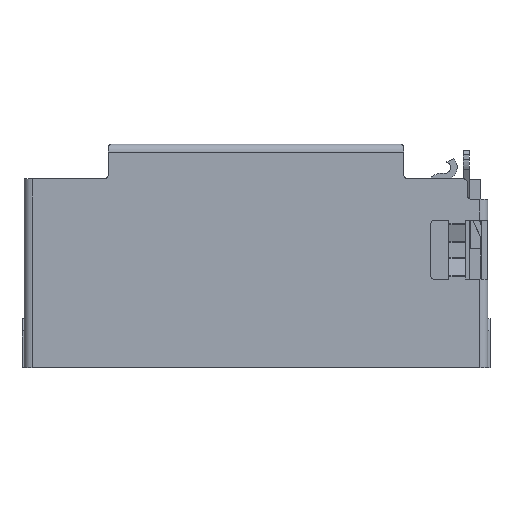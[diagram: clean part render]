
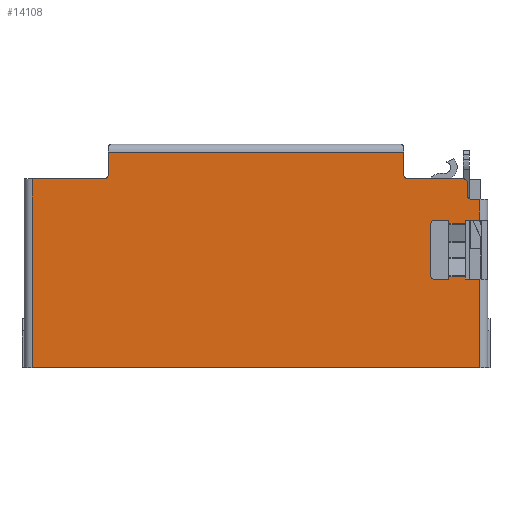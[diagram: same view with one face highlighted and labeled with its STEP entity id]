
A CAD part, top view. The second image highlights one B-rep face of the part: STEP entity #14108.
In plain terms, the highlighted planar face has unit normal (0, 0, 1).
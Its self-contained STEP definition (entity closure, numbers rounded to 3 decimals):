
#202=CIRCLE('',#14871,0.1);
#209=CIRCLE('',#14880,0.1);
#210=CIRCLE('',#14882,0.1);
#211=CIRCLE('',#14883,0.1);
#212=CIRCLE('',#14884,0.1);
#213=CIRCLE('',#14885,0.1);
#453=FACE_OUTER_BOUND('',#1146,.T.);
#1146=EDGE_LOOP('',(#9697,#9698,#9699,#9700,#9701,#9702,#9703,#9704,#9705,
#9706,#9707,#9708,#9709,#9710,#9711,#9712,#9713,#9714,#9715,#9716,#9717,
#9718,#9719,#9720,#9721,#9722,#9723,#9724));
#1737=LINE('',#19296,#3600);
#2250=LINE('',#20445,#4113);
#2253=LINE('',#20454,#4116);
#2255=LINE('',#20458,#4118);
#2280=LINE('',#20523,#4143);
#2281=LINE('',#20525,#4144);
#2282=LINE('',#20527,#4145);
#2283=LINE('',#20530,#4146);
#2284=LINE('',#20532,#4147);
#2285=LINE('',#20534,#4148);
#2286=LINE('',#20536,#4149);
#2287=LINE('',#20538,#4150);
#2288=LINE('',#20540,#4151);
#2289=LINE('',#20544,#4152);
#2290=LINE('',#20548,#4153);
#2291=LINE('',#20550,#4154);
#2292=LINE('',#20552,#4155);
#2293=LINE('',#20554,#4156);
#2294=LINE('',#20556,#4157);
#2295=LINE('',#20558,#4158);
#2296=LINE('',#20560,#4159);
#2297=LINE('',#20563,#4160);
#3600=VECTOR('',#15624,10.);
#4113=VECTOR('',#16465,10.);
#4116=VECTOR('',#16472,1.35);
#4118=VECTOR('',#16476,1.75);
#4143=VECTOR('',#16527,0.55);
#4144=VECTOR('',#16528,7.2);
#4145=VECTOR('',#16529,0.55);
#4146=VECTOR('',#16532,10.);
#4147=VECTOR('',#16533,0.35);
#4148=VECTOR('',#16534,0.073);
#4149=VECTOR('',#16535,0.4);
#4150=VECTOR('',#16536,0.073);
#4151=VECTOR('',#16537,0.35);
#4152=VECTOR('',#16540,1.24);
#4153=VECTOR('',#16543,0.35);
#4154=VECTOR('',#16544,0.073);
#4155=VECTOR('',#16545,0.4);
#4156=VECTOR('',#16546,0.073);
#4157=VECTOR('',#16547,0.35);
#4158=VECTOR('',#16548,0.51);
#4159=VECTOR('',#16549,0.2);
#4160=VECTOR('',#16552,0.3);
#5464=VERTEX_POINT('',#19293);
#5465=VERTEX_POINT('',#19295);
#5937=VERTEX_POINT('',#20444);
#5940=VERTEX_POINT('',#20451);
#5941=VERTEX_POINT('',#20453);
#5942=VERTEX_POINT('',#20457);
#5945=VERTEX_POINT('',#20466);
#5968=VERTEX_POINT('',#20518);
#5969=VERTEX_POINT('',#20522);
#5970=VERTEX_POINT('',#20524);
#5971=VERTEX_POINT('',#20526);
#5972=VERTEX_POINT('',#20529);
#5973=VERTEX_POINT('',#20531);
#5974=VERTEX_POINT('',#20533);
#5975=VERTEX_POINT('',#20535);
#5976=VERTEX_POINT('',#20537);
#5977=VERTEX_POINT('',#20539);
#5978=VERTEX_POINT('',#20541);
#5979=VERTEX_POINT('',#20543);
#5980=VERTEX_POINT('',#20545);
#5981=VERTEX_POINT('',#20547);
#5982=VERTEX_POINT('',#20549);
#5983=VERTEX_POINT('',#20551);
#5984=VERTEX_POINT('',#20553);
#5985=VERTEX_POINT('',#20555);
#5986=VERTEX_POINT('',#20557);
#5987=VERTEX_POINT('',#20559);
#5988=VERTEX_POINT('',#20561);
#6815=EDGE_CURVE('',#5464,#5465,#1737,.T.);
#7390=EDGE_CURVE('',#5937,#5465,#2250,.T.);
#7394=EDGE_CURVE('',#5941,#5940,#2253,.T.);
#7396=EDGE_CURVE('',#5942,#5937,#2255,.T.);
#7401=EDGE_CURVE('',#5945,#5941,#202,.T.);
#7429=EDGE_CURVE('',#5940,#5968,#209,.T.);
#7430=EDGE_CURVE('',#5968,#5969,#2280,.T.);
#7431=EDGE_CURVE('',#5969,#5970,#2281,.T.);
#7432=EDGE_CURVE('',#5970,#5971,#2282,.T.);
#7433=EDGE_CURVE('',#5971,#5942,#210,.T.);
#7434=EDGE_CURVE('',#5972,#5464,#2283,.T.);
#7435=EDGE_CURVE('',#5972,#5973,#2284,.T.);
#7436=EDGE_CURVE('',#5974,#5973,#2285,.T.);
#7437=EDGE_CURVE('',#5974,#5975,#2286,.T.);
#7438=EDGE_CURVE('',#5975,#5976,#2287,.T.);
#7439=EDGE_CURVE('',#5976,#5977,#2288,.T.);
#7440=EDGE_CURVE('',#5977,#5978,#211,.T.);
#7441=EDGE_CURVE('',#5979,#5978,#2289,.T.);
#7442=EDGE_CURVE('',#5979,#5980,#212,.T.);
#7443=EDGE_CURVE('',#5981,#5980,#2290,.T.);
#7444=EDGE_CURVE('',#5981,#5982,#2291,.T.);
#7445=EDGE_CURVE('',#5983,#5982,#2292,.T.);
#7446=EDGE_CURVE('',#5984,#5983,#2293,.T.);
#7447=EDGE_CURVE('',#5985,#5984,#2294,.T.);
#7448=EDGE_CURVE('',#5985,#5986,#2295,.T.);
#7449=EDGE_CURVE('',#5986,#5987,#2296,.T.);
#7450=EDGE_CURVE('',#5987,#5988,#213,.T.);
#7451=EDGE_CURVE('',#5945,#5988,#2297,.T.);
#9697=ORIENTED_EDGE('',*,*,#7394,.T.);
#9698=ORIENTED_EDGE('',*,*,#7429,.T.);
#9699=ORIENTED_EDGE('',*,*,#7430,.T.);
#9700=ORIENTED_EDGE('',*,*,#7431,.T.);
#9701=ORIENTED_EDGE('',*,*,#7432,.T.);
#9702=ORIENTED_EDGE('',*,*,#7433,.T.);
#9703=ORIENTED_EDGE('',*,*,#7396,.T.);
#9704=ORIENTED_EDGE('',*,*,#7390,.T.);
#9705=ORIENTED_EDGE('',*,*,#6815,.F.);
#9706=ORIENTED_EDGE('',*,*,#7434,.F.);
#9707=ORIENTED_EDGE('',*,*,#7435,.T.);
#9708=ORIENTED_EDGE('',*,*,#7436,.F.);
#9709=ORIENTED_EDGE('',*,*,#7437,.T.);
#9710=ORIENTED_EDGE('',*,*,#7438,.T.);
#9711=ORIENTED_EDGE('',*,*,#7439,.T.);
#9712=ORIENTED_EDGE('',*,*,#7440,.T.);
#9713=ORIENTED_EDGE('',*,*,#7441,.F.);
#9714=ORIENTED_EDGE('',*,*,#7442,.T.);
#9715=ORIENTED_EDGE('',*,*,#7443,.F.);
#9716=ORIENTED_EDGE('',*,*,#7444,.T.);
#9717=ORIENTED_EDGE('',*,*,#7445,.F.);
#9718=ORIENTED_EDGE('',*,*,#7446,.F.);
#9719=ORIENTED_EDGE('',*,*,#7447,.F.);
#9720=ORIENTED_EDGE('',*,*,#7448,.T.);
#9721=ORIENTED_EDGE('',*,*,#7449,.T.);
#9722=ORIENTED_EDGE('',*,*,#7450,.T.);
#9723=ORIENTED_EDGE('',*,*,#7451,.F.);
#9724=ORIENTED_EDGE('',*,*,#7401,.T.);
#13114=PLANE('',#14881);
#14108=ADVANCED_FACE('',(#453),#13114,.T.);
#14871=AXIS2_PLACEMENT_3D('',#20467,#16484,#16485);
#14880=AXIS2_PLACEMENT_3D('',#20520,#16523,#16524);
#14881=AXIS2_PLACEMENT_3D('',#20521,#16525,#16526);
#14882=AXIS2_PLACEMENT_3D('',#20528,#16530,#16531);
#14883=AXIS2_PLACEMENT_3D('',#20542,#16538,#16539);
#14884=AXIS2_PLACEMENT_3D('',#20546,#16541,#16542);
#14885=AXIS2_PLACEMENT_3D('',#20562,#16550,#16551);
#15624=DIRECTION('',(-1.,0.,0.));
#16465=DIRECTION('',(0.,-1.,0.));
#16472=DIRECTION('',(-1.,0.,0.));
#16476=DIRECTION('',(-1.,0.,0.));
#16484=DIRECTION('center_axis',(0.,0.,1.));
#16485=DIRECTION('ref_axis',(1.,0.,0.));
#16523=DIRECTION('center_axis',(0.,0.,-1.));
#16524=DIRECTION('ref_axis',(0.,-1.,0.));
#16525=DIRECTION('center_axis',(0.,0.,1.));
#16526=DIRECTION('ref_axis',(-1.,0.,0.));
#16527=DIRECTION('',(0.,1.,0.));
#16528=DIRECTION('',(-1.,0.,0.));
#16529=DIRECTION('',(0.,-1.,0.));
#16530=DIRECTION('center_axis',(0.,0.,-1.));
#16531=DIRECTION('ref_axis',(1.,0.,0.));
#16532=DIRECTION('',(0.,-1.,0.));
#16533=DIRECTION('',(-1.,0.,0.));
#16534=DIRECTION('',(0.,-1.,0.));
#16535=DIRECTION('',(-1.,0.,0.));
#16536=DIRECTION('',(0.,-1.,0.));
#16537=DIRECTION('',(-1.,0.,0.));
#16538=DIRECTION('center_axis',(0.,0.,-1.));
#16539=DIRECTION('ref_axis',(0.,-1.,0.));
#16540=DIRECTION('',(0.,-1.,0.));
#16541=DIRECTION('center_axis',(0.,0.,-1.));
#16542=DIRECTION('ref_axis',(-1.,0.,0.));
#16543=DIRECTION('',(-1.,0.,0.));
#16544=DIRECTION('',(0.,-1.,0.));
#16545=DIRECTION('',(-1.,0.,0.));
#16546=DIRECTION('',(0.,-1.,0.));
#16547=DIRECTION('',(-1.,0.,0.));
#16548=DIRECTION('',(0.,1.,0.));
#16549=DIRECTION('',(-1.,0.,0.));
#16550=DIRECTION('center_axis',(0.,0.,-1.));
#16551=DIRECTION('ref_axis',(0.,-1.,0.));
#16552=DIRECTION('',(0.,-1.,0.));
#19293=CARTESIAN_POINT('',(5.45,-3.941,2.3));
#19295=CARTESIAN_POINT('',(-5.45,-3.941,2.3));
#19296=CARTESIAN_POINT('',(5.45,-3.941,2.3));
#20444=CARTESIAN_POINT('',(-5.45,0.66,2.3));
#20445=CARTESIAN_POINT('',(-5.45,-3.94,2.3));
#20451=CARTESIAN_POINT('',(3.7,0.66,2.3));
#20453=CARTESIAN_POINT('',(5.05,0.66,2.3));
#20454=CARTESIAN_POINT('',(5.05,0.66,2.3));
#20457=CARTESIAN_POINT('',(-3.7,0.66,2.3));
#20458=CARTESIAN_POINT('',(-3.7,0.66,2.3));
#20466=CARTESIAN_POINT('',(5.15,0.56,2.3));
#20467=CARTESIAN_POINT('Origin',(5.05,0.56,2.3));
#20518=CARTESIAN_POINT('',(3.6,0.76,2.3));
#20520=CARTESIAN_POINT('Origin',(3.7,0.76,2.3));
#20521=CARTESIAN_POINT('Origin',(5.65,-3.94,2.3));
#20522=CARTESIAN_POINT('',(3.6,1.31,2.3));
#20523=CARTESIAN_POINT('',(3.6,0.76,2.3));
#20524=CARTESIAN_POINT('',(-3.6,1.31,2.3));
#20525=CARTESIAN_POINT('',(3.6,1.31,2.3));
#20526=CARTESIAN_POINT('',(-3.6,0.76,2.3));
#20527=CARTESIAN_POINT('',(-3.6,1.31,2.3));
#20528=CARTESIAN_POINT('Origin',(-3.7,0.76,2.3));
#20529=CARTESIAN_POINT('',(5.45,-1.79,2.3));
#20530=CARTESIAN_POINT('',(5.45,-3.94,2.3));
#20531=CARTESIAN_POINT('',(5.1,-1.79,2.3));
#20532=CARTESIAN_POINT('',(5.45,-1.79,2.3));
#20533=CARTESIAN_POINT('',(5.1,-1.717,2.3));
#20534=CARTESIAN_POINT('',(5.1,-1.717,2.3));
#20535=CARTESIAN_POINT('',(4.7,-1.717,2.3));
#20536=CARTESIAN_POINT('',(5.1,-1.717,2.3));
#20537=CARTESIAN_POINT('',(4.7,-1.79,2.3));
#20538=CARTESIAN_POINT('',(4.7,-1.717,2.3));
#20539=CARTESIAN_POINT('',(4.35,-1.79,2.3));
#20540=CARTESIAN_POINT('',(4.7,-1.79,2.3));
#20541=CARTESIAN_POINT('',(4.25,-1.69,2.3));
#20542=CARTESIAN_POINT('Origin',(4.35,-1.69,2.3));
#20543=CARTESIAN_POINT('',(4.25,-0.45,2.3));
#20544=CARTESIAN_POINT('',(4.25,-0.45,2.3));
#20545=CARTESIAN_POINT('',(4.35,-0.35,2.3));
#20546=CARTESIAN_POINT('Origin',(4.35,-0.45,2.3));
#20547=CARTESIAN_POINT('',(4.7,-0.35,2.3));
#20548=CARTESIAN_POINT('',(4.7,-0.35,2.3));
#20549=CARTESIAN_POINT('',(4.7,-0.423,2.3));
#20550=CARTESIAN_POINT('',(4.7,-0.35,2.3));
#20551=CARTESIAN_POINT('',(5.1,-0.423,2.3));
#20552=CARTESIAN_POINT('',(5.1,-0.423,2.3));
#20553=CARTESIAN_POINT('',(5.1,-0.35,2.3));
#20554=CARTESIAN_POINT('',(5.1,-0.35,2.3));
#20555=CARTESIAN_POINT('',(5.45,-0.35,2.3));
#20556=CARTESIAN_POINT('',(5.45,-0.35,2.3));
#20557=CARTESIAN_POINT('',(5.45,0.16,2.3));
#20558=CARTESIAN_POINT('',(5.45,-0.35,2.3));
#20559=CARTESIAN_POINT('',(5.25,0.16,2.3));
#20560=CARTESIAN_POINT('',(5.45,0.16,2.3));
#20561=CARTESIAN_POINT('',(5.15,0.26,2.3));
#20562=CARTESIAN_POINT('Origin',(5.25,0.26,2.3));
#20563=CARTESIAN_POINT('',(5.15,0.56,2.3));
